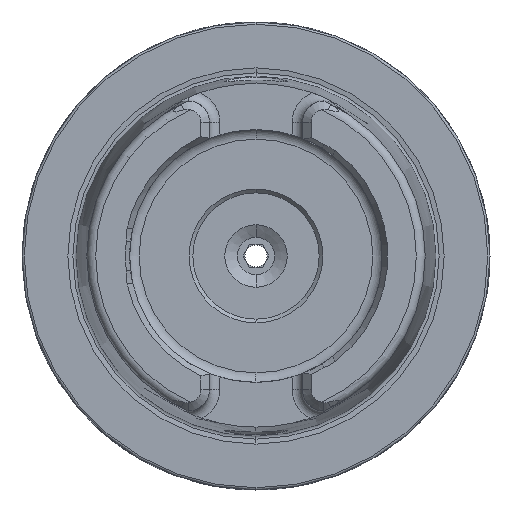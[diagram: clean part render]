
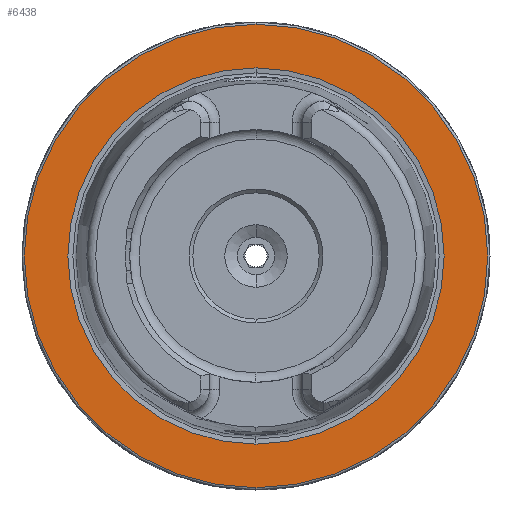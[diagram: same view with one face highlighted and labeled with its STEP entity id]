
A CAD part, left-side view. The second image highlights one B-rep face of the part: STEP entity #6438.
In plain terms, the highlighted planar face has unit normal (-1, 0, 0).
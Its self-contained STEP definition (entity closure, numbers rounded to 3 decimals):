
#703 = EDGE_CURVE ( 'NONE', #8120, #8101, #6212, .T. ) ;
#704 = EDGE_CURVE ( 'NONE', #8103, #8124, #6219, .T. ) ;
#1192 = AXIS2_PLACEMENT_3D ( 'NONE', #3444, #3446, #3448 ) ;
#1200 = AXIS2_PLACEMENT_3D ( 'NONE', #3753, #3754, #3755 ) ;
#1844 = CIRCLE ( 'NONE', #1200, 31.2 ) ;
#1874 = CIRCLE ( 'NONE', #1192, 25.324 ) ;
#2670 = ORIENTED_EDGE ( 'NONE', *, *, #704, .T. ) ;
#2671 = ORIENTED_EDGE ( 'NONE', *, *, #5378, .T. ) ;
#2672 = ORIENTED_EDGE ( 'NONE', *, *, #5352, .F. ) ;
#2673 = ORIENTED_EDGE ( 'NONE', *, *, #703, .F. ) ;
#3215 = AXIS2_PLACEMENT_3D ( 'NONE', #5151, #5152, #5153 ) ;
#3217 = AXIS2_PLACEMENT_3D ( 'NONE', #5154, #5155, #5156 ) ;
#3444 = CARTESIAN_POINT ( 'NONE',  ( 0., 0., 0. ) ) ;
#3446 = DIRECTION ( 'NONE',  ( -1., 0., 0. ) ) ;
#3448 = DIRECTION ( 'NONE',  ( 0., 0., 1. ) ) ;
#3753 = CARTESIAN_POINT ( 'NONE',  ( 0., 0., 0. ) ) ;
#3754 = DIRECTION ( 'NONE',  ( -1., 0., 0. ) ) ;
#3755 = DIRECTION ( 'NONE',  ( 0., 0., 1. ) ) ;
#3915 = AXIS2_PLACEMENT_3D ( 'NONE', #7115, #7120, #7121 ) ;
#4861 = FACE_BOUND ( 'NONE', #8233, .T. ) ;
#4866 = FACE_OUTER_BOUND ( 'NONE', #8240, .T. ) ;
#5151 = CARTESIAN_POINT ( 'NONE',  ( 0., 0., 0. ) ) ;
#5152 = DIRECTION ( 'NONE',  ( -1., 0., 0. ) ) ;
#5153 = DIRECTION ( 'NONE',  ( 0., 0., 1. ) ) ;
#5154 = CARTESIAN_POINT ( 'NONE',  ( 0., 0., 0. ) ) ;
#5155 = DIRECTION ( 'NONE',  ( -1., 0., 0. ) ) ;
#5156 = DIRECTION ( 'NONE',  ( 0., 0., 1. ) ) ;
#5352 = EDGE_CURVE ( 'NONE', #8101, #8120, #1874, .T. ) ;
#5378 = EDGE_CURVE ( 'NONE', #8124, #8103, #1844, .T. ) ;
#6212 = CIRCLE ( 'NONE', #3215, 25.324 ) ;
#6219 = CIRCLE ( 'NONE', #3217, 31.2 ) ;
#6438 = ADVANCED_FACE ( 'NONE', ( #4861, #4866 ), #7118, .F. ) ;
#7115 = CARTESIAN_POINT ( 'NONE',  ( 0., 31.2, 0. ) ) ;
#7118 = PLANE ( 'NONE',  #3915 ) ;
#7120 = DIRECTION ( 'NONE',  ( 1., 0., 0. ) ) ;
#7121 = DIRECTION ( 'NONE',  ( 0., 0., -1. ) ) ;
#7166 = CARTESIAN_POINT ( 'NONE',  ( 0., 0., -31.2 ) ) ;
#7169 = CARTESIAN_POINT ( 'NONE',  ( 0., 0., -25.324 ) ) ;
#7186 = CARTESIAN_POINT ( 'NONE',  ( 0., 0., 25.324 ) ) ;
#7190 = CARTESIAN_POINT ( 'NONE',  ( 0., 0., 31.2 ) ) ;
#8101 = VERTEX_POINT ( 'NONE', #7169 ) ;
#8103 = VERTEX_POINT ( 'NONE', #7166 ) ;
#8120 = VERTEX_POINT ( 'NONE', #7186 ) ;
#8124 = VERTEX_POINT ( 'NONE', #7190 ) ;
#8233 = EDGE_LOOP ( 'NONE', ( #2673, #2672 ) ) ;
#8240 = EDGE_LOOP ( 'NONE', ( #2671, #2670 ) ) ;
